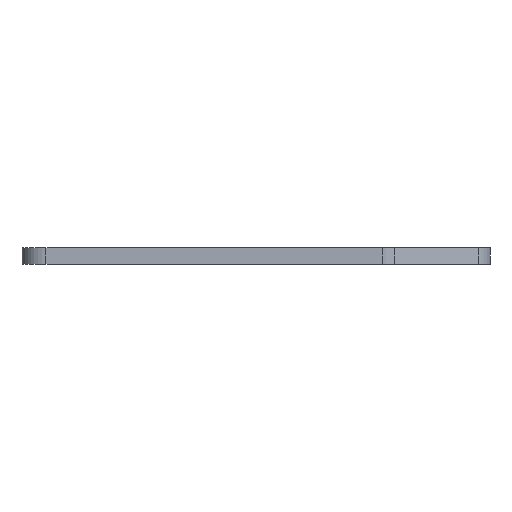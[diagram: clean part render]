
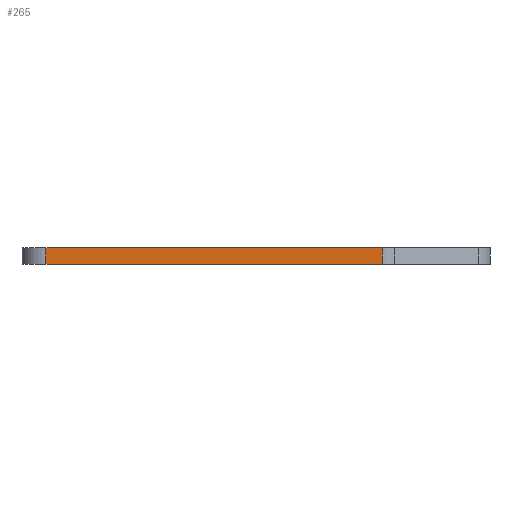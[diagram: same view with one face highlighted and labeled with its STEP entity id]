
A CAD part, left-side view. The second image highlights one B-rep face of the part: STEP entity #265.
In plain terms, the highlighted planar face has unit normal (-1, 0, 0).
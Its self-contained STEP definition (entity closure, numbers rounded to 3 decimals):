
#265=ADVANCED_FACE('',(#684),#686,.T.);
#684=FACE_BOUND('',#685,.T.);
#685=EDGE_LOOP('',(#1020,#1021,#1022,#1023));
#686=PLANE('',#687);
#687=AXIS2_PLACEMENT_3D('',#688,#689,#690);
#688=CARTESIAN_POINT('',(-45.,25.,0.));
#689=DIRECTION('',(-1.,0.,0.));
#690=DIRECTION('',(0.,-1.,0.));
#1020=ORIENTED_EDGE('',*,*,#1265,.T.);
#1021=ORIENTED_EDGE('',*,*,#1266,.T.);
#1022=ORIENTED_EDGE('',*,*,#1174,.F.);
#1023=ORIENTED_EDGE('',*,*,#1264,.F.);
#1174=EDGE_CURVE('',#1319,#1321,#1322,.T.);
#1264=EDGE_CURVE('',#1477,#1319,#1479,.T.);
#1265=EDGE_CURVE('',#1477,#1480,#1481,.T.);
#1266=EDGE_CURVE('',#1480,#1321,#1482,.T.);
#1319=VERTEX_POINT('',#1561);
#1321=VERTEX_POINT('',#1566);
#1322=LINE('',#1567,#1568);
#1477=VERTEX_POINT('',#1929);
#1479=LINE('',#1934,#1935);
#1480=VERTEX_POINT('',#1937);
#1481=LINE('',#1938,#1939);
#1482=LINE('',#1941,#1942);
#1561=CARTESIAN_POINT('',(-45.,25.,3.5));
#1566=CARTESIAN_POINT('',(-45.,-45.039,3.5));
#1567=CARTESIAN_POINT('',(-45.,25.,3.5));
#1568=VECTOR('',#1569,1.);
#1569=DIRECTION('',(0.,-1.,0.));
#1929=CARTESIAN_POINT('',(-45.,25.,0.));
#1934=CARTESIAN_POINT('',(-45.,25.,0.));
#1935=VECTOR('',#1936,1.);
#1936=DIRECTION('',(0.,0.,1.));
#1937=CARTESIAN_POINT('',(-45.,-45.039,0.));
#1938=CARTESIAN_POINT('',(-45.,25.,0.));
#1939=VECTOR('',#1940,1.);
#1940=DIRECTION('',(0.,-1.,0.));
#1941=CARTESIAN_POINT('',(-45.,-45.039,0.));
#1942=VECTOR('',#1943,1.);
#1943=DIRECTION('',(0.,0.,1.));
